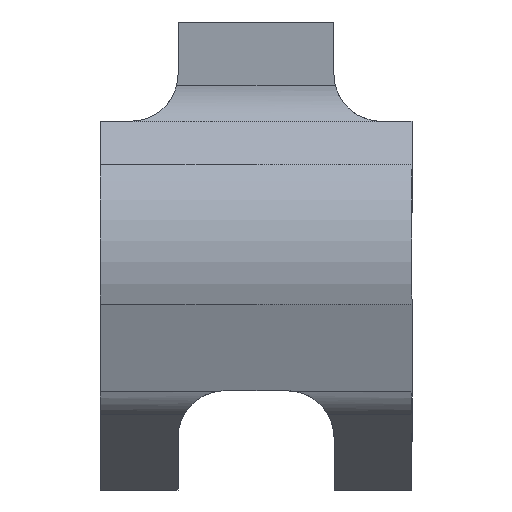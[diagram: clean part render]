
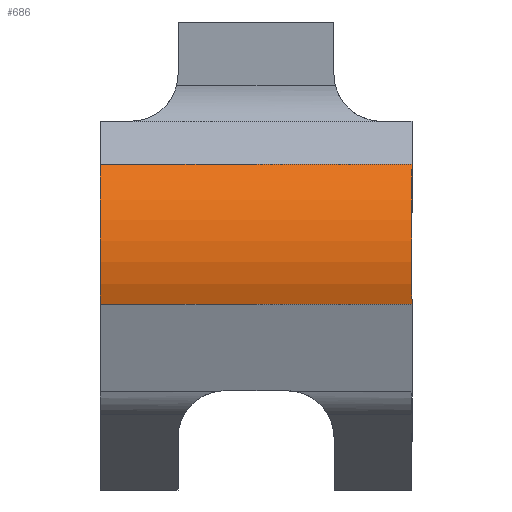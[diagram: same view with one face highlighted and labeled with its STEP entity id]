
A CAD part, left-side view. The second image highlights one B-rep face of the part: STEP entity #686.
In plain terms, the highlighted cylindrical face has radius 17.5 mm (diameter 35 mm), a partial arc.
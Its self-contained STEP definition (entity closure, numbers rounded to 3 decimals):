
#91=FACE_OUTER_BOUND('',#129,.T.);
#129=EDGE_LOOP('',(#617,#618,#619,#620));
#183=LINE('',#1190,#248);
#198=LINE('',#1228,#263);
#248=VECTOR('',#887,10.);
#263=VECTOR('',#932,10.);
#271=CIRCLE('',#711,17.5);
#278=CIRCLE('',#742,17.5);
#306=VERTEX_POINT('',#1014);
#307=VERTEX_POINT('',#1016);
#337=VERTEX_POINT('',#1188);
#345=VERTEX_POINT('',#1215);
#378=EDGE_CURVE('',#306,#307,#271,.T.);
#422=EDGE_CURVE('',#306,#337,#183,.T.);
#437=EDGE_CURVE('',#345,#337,#278,.T.);
#442=EDGE_CURVE('',#307,#345,#198,.T.);
#617=ORIENTED_EDGE('',*,*,#422,.T.);
#618=ORIENTED_EDGE('',*,*,#437,.F.);
#619=ORIENTED_EDGE('',*,*,#442,.F.);
#620=ORIENTED_EDGE('',*,*,#378,.F.);
#652=CYLINDRICAL_SURFACE('',#750,17.5);
#686=ADVANCED_FACE('',(#91),#652,.T.);
#711=AXIS2_PLACEMENT_3D('',#1017,#816,#817);
#742=AXIS2_PLACEMENT_3D('',#1217,#913,#914);
#750=AXIS2_PLACEMENT_3D('',#1229,#933,#934);
#816=DIRECTION('center_axis',(0.,1.,0.));
#817=DIRECTION('ref_axis',(-0.982,0.,0.186));
#887=DIRECTION('',(0.,-1.,0.));
#913=DIRECTION('center_axis',(0.,-1.,0.));
#914=DIRECTION('ref_axis',(0.966,0.,-0.259));
#932=DIRECTION('',(0.,-1.,0.));
#933=DIRECTION('center_axis',(0.,-1.,0.));
#934=DIRECTION('ref_axis',(-0.982,0.,0.186));
#1014=CARTESIAN_POINT('',(-16.448,35.273,24.209));
#1016=CARTESIAN_POINT('',(-13.046,35.273,42.139));
#1017=CARTESIAN_POINT('Origin',(-0.076,35.273,30.391));
#1188=CARTESIAN_POINT('',(-16.448,-4.727,24.209));
#1190=CARTESIAN_POINT('',(-16.448,0.,24.209));
#1215=CARTESIAN_POINT('',(-13.046,-4.727,42.139));
#1217=CARTESIAN_POINT('Origin',(-0.076,-4.727,30.391));
#1228=CARTESIAN_POINT('',(-13.046,0.,42.139));
#1229=CARTESIAN_POINT('Origin',(-0.076,0.,30.391));
